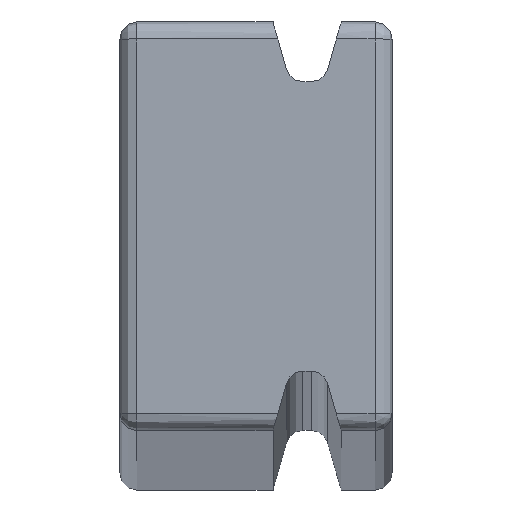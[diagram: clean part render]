
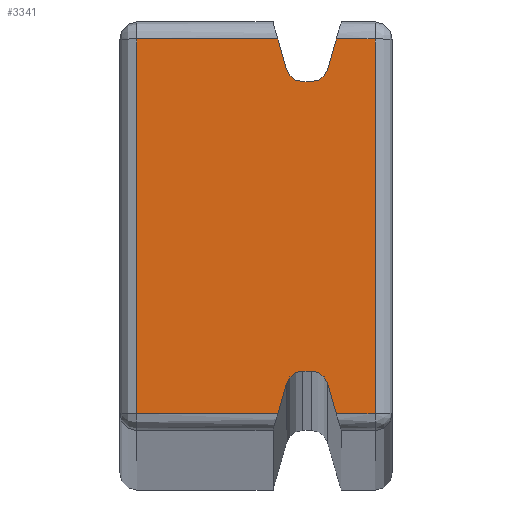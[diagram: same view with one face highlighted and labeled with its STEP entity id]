
A CAD part, top view. The second image highlights one B-rep face of the part: STEP entity #3341.
In plain terms, the highlighted planar face has unit normal (0, 0, 1).
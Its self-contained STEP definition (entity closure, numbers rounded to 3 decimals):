
#283=FACE_OUTER_BOUND('',#449,.T.);
#449=EDGE_LOOP('',(#2267,#2268,#2269,#2270,#2271,#2272,#2273,#2274,#2275,
#2276,#2277,#2278,#2279,#2280,#2281,#2282));
#735=CIRCLE('',#3523,0.5);
#736=CIRCLE('',#3524,0.5);
#737=CIRCLE('',#3525,0.5);
#738=CIRCLE('',#3526,0.5);
#1095=LINE('',#5276,#1235);
#1096=LINE('',#5278,#1236);
#1097=LINE('',#5280,#1237);
#1098=LINE('',#5284,#1238);
#1099=LINE('',#5288,#1239);
#1100=LINE('',#5290,#1240);
#1101=LINE('',#5292,#1241);
#1102=LINE('',#5294,#1242);
#1103=LINE('',#5296,#1243);
#1104=LINE('',#5300,#1244);
#1105=LINE('',#5304,#1245);
#1106=LINE('',#5305,#1246);
#1235=VECTOR('',#4063,11.);
#1236=VECTOR('',#4064,4.142);
#1237=VECTOR('',#4065,0.924);
#1238=VECTOR('',#4068,0.246);
#1239=VECTOR('',#4071,0.924);
#1240=VECTOR('',#4072,1.142);
#1241=VECTOR('',#4073,11.);
#1242=VECTOR('',#4074,1.142);
#1243=VECTOR('',#4075,0.924);
#1244=VECTOR('',#4078,0.246);
#1245=VECTOR('',#4081,0.924);
#1246=VECTOR('',#4082,4.142);
#1375=VERTEX_POINT('',#5274);
#1376=VERTEX_POINT('',#5275);
#1377=VERTEX_POINT('',#5277);
#1378=VERTEX_POINT('',#5279);
#1379=VERTEX_POINT('',#5281);
#1380=VERTEX_POINT('',#5283);
#1381=VERTEX_POINT('',#5285);
#1382=VERTEX_POINT('',#5287);
#1383=VERTEX_POINT('',#5289);
#1384=VERTEX_POINT('',#5291);
#1385=VERTEX_POINT('',#5293);
#1386=VERTEX_POINT('',#5295);
#1387=VERTEX_POINT('',#5297);
#1388=VERTEX_POINT('',#5299);
#1389=VERTEX_POINT('',#5301);
#1390=VERTEX_POINT('',#5303);
#1759=EDGE_CURVE('',#1375,#1376,#1095,.F.);
#1760=EDGE_CURVE('',#1376,#1377,#1096,.F.);
#1761=EDGE_CURVE('',#1377,#1378,#1097,.F.);
#1762=EDGE_CURVE('',#1378,#1379,#735,.F.);
#1763=EDGE_CURVE('',#1380,#1379,#1098,.T.);
#1764=EDGE_CURVE('',#1380,#1381,#736,.F.);
#1765=EDGE_CURVE('',#1381,#1382,#1099,.F.);
#1766=EDGE_CURVE('',#1382,#1383,#1100,.F.);
#1767=EDGE_CURVE('',#1383,#1384,#1101,.F.);
#1768=EDGE_CURVE('',#1384,#1385,#1102,.F.);
#1769=EDGE_CURVE('',#1385,#1386,#1103,.F.);
#1770=EDGE_CURVE('',#1386,#1387,#737,.F.);
#1771=EDGE_CURVE('',#1388,#1387,#1104,.T.);
#1772=EDGE_CURVE('',#1388,#1389,#738,.F.);
#1773=EDGE_CURVE('',#1389,#1390,#1105,.F.);
#1774=EDGE_CURVE('',#1390,#1375,#1106,.F.);
#2267=ORIENTED_EDGE('',*,*,#1759,.T.);
#2268=ORIENTED_EDGE('',*,*,#1760,.T.);
#2269=ORIENTED_EDGE('',*,*,#1761,.T.);
#2270=ORIENTED_EDGE('',*,*,#1762,.T.);
#2271=ORIENTED_EDGE('',*,*,#1763,.F.);
#2272=ORIENTED_EDGE('',*,*,#1764,.T.);
#2273=ORIENTED_EDGE('',*,*,#1765,.T.);
#2274=ORIENTED_EDGE('',*,*,#1766,.T.);
#2275=ORIENTED_EDGE('',*,*,#1767,.T.);
#2276=ORIENTED_EDGE('',*,*,#1768,.T.);
#2277=ORIENTED_EDGE('',*,*,#1769,.T.);
#2278=ORIENTED_EDGE('',*,*,#1770,.T.);
#2279=ORIENTED_EDGE('',*,*,#1771,.F.);
#2280=ORIENTED_EDGE('',*,*,#1772,.T.);
#2281=ORIENTED_EDGE('',*,*,#1773,.T.);
#2282=ORIENTED_EDGE('',*,*,#1774,.T.);
#3283=PLANE('',#3522);
#3341=ADVANCED_FACE('',(#283),#3283,.T.);
#3522=AXIS2_PLACEMENT_3D('',#5273,#4061,#4062);
#3523=AXIS2_PLACEMENT_3D('',#5282,#4066,#4067);
#3524=AXIS2_PLACEMENT_3D('',#5286,#4069,#4070);
#3525=AXIS2_PLACEMENT_3D('',#5298,#4076,#4077);
#3526=AXIS2_PLACEMENT_3D('',#5302,#4079,#4080);
#4061=DIRECTION('center_axis',(0.,0.,
1.));
#4062=DIRECTION('ref_axis',(1.,0.,0.));
#4063=DIRECTION('',(0.,1.,0.));
#4064=DIRECTION('',(-1.,0.,0.));
#4065=DIRECTION('',(-0.276,-0.961,0.));
#4066=DIRECTION('center_axis',(0.,0.,
1.));
#4067=DIRECTION('ref_axis',(1.,0.,0.));
#4068=DIRECTION('',(-1.,0.,0.));
#4069=DIRECTION('center_axis',(0.,0.,
1.));
#4070=DIRECTION('ref_axis',(1.,0.,0.));
#4071=DIRECTION('',(-0.276,0.961,0.));
#4072=DIRECTION('',(-1.,0.,0.));
#4073=DIRECTION('',(0.,-1.,0.));
#4074=DIRECTION('',(1.,0.,0.));
#4075=DIRECTION('',(0.276,0.961,0.));
#4076=DIRECTION('center_axis',(0.,0.,
1.));
#4077=DIRECTION('ref_axis',(1.,0.,0.));
#4078=DIRECTION('',(1.,0.,0.));
#4079=DIRECTION('center_axis',(0.,0.,
1.));
#4080=DIRECTION('ref_axis',(1.,0.,0.));
#4081=DIRECTION('',(0.276,-0.961,0.));
#4082=DIRECTION('',(1.,0.,0.));
#5273=CARTESIAN_POINT('Origin',(0.,0.,
1000.));
#5274=CARTESIAN_POINT('',(-3.5,5.5,1000.));
#5275=CARTESIAN_POINT('',(-3.5,-5.5,1000.));
#5276=CARTESIAN_POINT('',(-3.5,-5.5,1000.));
#5277=CARTESIAN_POINT('',(0.642,-5.5,1000.));
#5278=CARTESIAN_POINT('',(0.642,-5.5,1000.));
#5279=CARTESIAN_POINT('',(0.896,-4.612,1000.));
#5280=CARTESIAN_POINT('',(0.896,-4.612,1000.));
#5281=CARTESIAN_POINT('',(1.377,-4.25,1000.));
#5282=CARTESIAN_POINT('Origin',(1.377,-4.75,1000.));
#5283=CARTESIAN_POINT('',(1.623,-4.25,1000.));
#5284=CARTESIAN_POINT('',(1.623,-4.25,1000.));
#5285=CARTESIAN_POINT('',(2.104,-4.612,1000.));
#5286=CARTESIAN_POINT('Origin',(1.623,-4.75,1000.));
#5287=CARTESIAN_POINT('',(2.358,-5.5,1000.));
#5288=CARTESIAN_POINT('',(2.358,-5.5,1000.));
#5289=CARTESIAN_POINT('',(3.5,-5.5,1000.));
#5290=CARTESIAN_POINT('',(3.5,-5.5,1000.));
#5291=CARTESIAN_POINT('',(3.5,5.5,1000.));
#5292=CARTESIAN_POINT('',(3.5,5.5,1000.));
#5293=CARTESIAN_POINT('',(2.358,5.5,1000.));
#5294=CARTESIAN_POINT('',(2.358,5.5,1000.));
#5295=CARTESIAN_POINT('',(2.104,4.612,1000.));
#5296=CARTESIAN_POINT('',(2.104,4.612,1000.));
#5297=CARTESIAN_POINT('',(1.623,4.25,1000.));
#5298=CARTESIAN_POINT('Origin',(1.623,4.75,1000.));
#5299=CARTESIAN_POINT('',(1.377,4.25,1000.));
#5300=CARTESIAN_POINT('',(1.377,4.25,1000.));
#5301=CARTESIAN_POINT('',(0.896,4.612,1000.));
#5302=CARTESIAN_POINT('Origin',(1.377,4.75,1000.));
#5303=CARTESIAN_POINT('',(0.642,5.5,1000.));
#5304=CARTESIAN_POINT('',(0.642,5.5,1000.));
#5305=CARTESIAN_POINT('',(-3.5,5.5,1000.));
